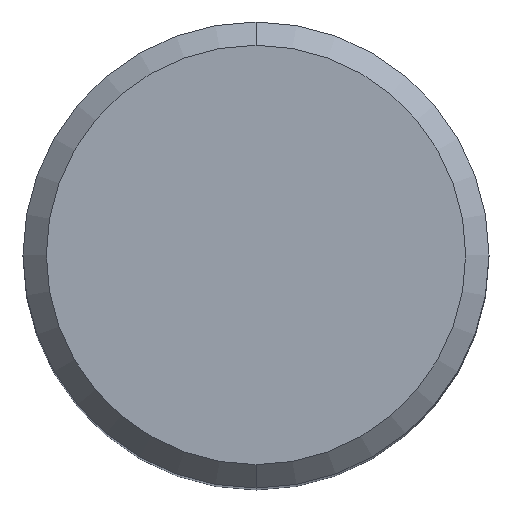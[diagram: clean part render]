
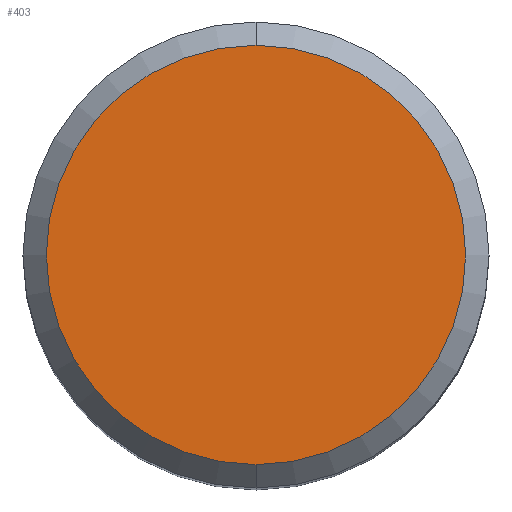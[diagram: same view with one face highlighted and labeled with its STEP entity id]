
A CAD part, top view. The second image highlights one B-rep face of the part: STEP entity #403.
In plain terms, the highlighted planar face has unit normal (0, 0, 1).
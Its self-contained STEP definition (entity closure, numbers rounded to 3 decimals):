
#205=EDGE_CURVE('',#411,#229,#515,.T.);
#229=VERTEX_POINT('',#542);
#325=EDGE_CURVE('',#229,#411,#649,.T.);
#403=ADVANCED_FACE('',(#732),#733,.T.);
#411=VERTEX_POINT('',#741);
#515=CIRCLE('',#873,9.0);
#542=CARTESIAN_POINT('',(0.0,9.0,0.0));
#649=CIRCLE('',#1187,9.0);
#732=FACE_OUTER_BOUND('',#1427,.T.);
#733=PLANE('',#1428);
#741=CARTESIAN_POINT('',(0.,-9.0,0.0));
#873=AXIS2_PLACEMENT_3D('',#1649,#1650,#1651);
#1187=AXIS2_PLACEMENT_3D('',#1832,#1833,#1834);
#1427=EDGE_LOOP('',(#1897,#1898));
#1428=AXIS2_PLACEMENT_3D('',#1899,#1900,#1901);
#1649=CARTESIAN_POINT('',(0.0,0.0,0.0));
#1650=DIRECTION('',(0.0,0.0,-1.0));
#1651=DIRECTION('',(0.0,1.0,0.0));
#1832=CARTESIAN_POINT('',(0.0,0.0,0.0));
#1833=DIRECTION('',(0.0,0.0,-1.0));
#1834=DIRECTION('',(0.0,1.0,0.0));
#1897=ORIENTED_EDGE('',*,*,#325,.F.);
#1898=ORIENTED_EDGE('',*,*,#205,.F.);
#1899=CARTESIAN_POINT('',(0.0,4.5,0.0));
#1900=DIRECTION('',(-0.0,0.0,1.0));
#1901=DIRECTION('',(0.0,-1.0,0.0));
